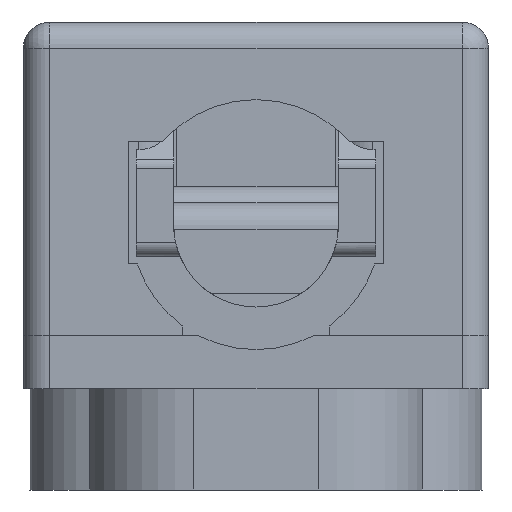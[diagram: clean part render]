
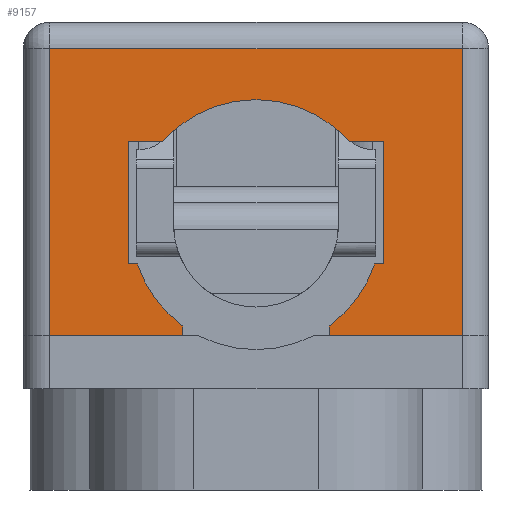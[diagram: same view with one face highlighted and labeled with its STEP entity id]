
A CAD part, left-side view. The second image highlights one B-rep face of the part: STEP entity #9157.
In plain terms, the highlighted planar face has unit normal (-1, 0, 0).
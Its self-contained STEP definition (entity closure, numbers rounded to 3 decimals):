
#6 = VERTEX_POINT ( 'NONE', #6145 ) ;
#349 = EDGE_CURVE ( 'NONE', #5012, #3432, #11458, .T. ) ;
#488 = VERTEX_POINT ( 'NONE', #10267 ) ;
#569 = LINE ( 'NONE', #2434, #1735 ) ;
#632 = EDGE_CURVE ( 'NONE', #3378, #9983, #11063, .T. ) ;
#817 = DIRECTION ( 'NONE',  ( 0., 0., -1. ) ) ;
#822 = ORIENTED_EDGE ( 'NONE', *, *, #5318, .F. ) ;
#924 = CARTESIAN_POINT ( 'NONE',  ( -34., -7.75, 0. ) ) ;
#1023 = DIRECTION ( 'NONE',  ( 0., 0., 1. ) ) ;
#1137 = CARTESIAN_POINT ( 'NONE',  ( -34., 4.8, 7.3 ) ) ;
#1198 = LINE ( 'NONE', #1137, #5295 ) ;
#1272 = VECTOR ( 'NONE', #1413, 1000. ) ;
#1413 = DIRECTION ( 'NONE',  ( 0., 1., 0. ) ) ;
#1478 = EDGE_CURVE ( 'NONE', #3339, #10329, #3721, .T. ) ;
#1597 = DIRECTION ( 'NONE',  ( 0., -1., 0. ) ) ;
#1735 = VECTOR ( 'NONE', #5189, 1000. ) ;
#1770 = VECTOR ( 'NONE', #8309, 1000. ) ;
#1896 = EDGE_CURVE ( 'NONE', #3875, #6401, #9225, .T. ) ;
#1967 = DIRECTION ( 'NONE',  ( 1., 0., 0. ) ) ;
#2028 = DIRECTION ( 'NONE',  ( 0., 0., -1. ) ) ;
#2065 = CARTESIAN_POINT ( 'NONE',  ( -34., -8.75, 0. ) ) ;
#2121 = DIRECTION ( 'NONE',  ( 0., 1., 0. ) ) ;
#2213 = VECTOR ( 'NONE', #4231, 1000. ) ;
#2282 = AXIS2_PLACEMENT_3D ( 'NONE', #7032, #8792, #10491 ) ;
#2324 = AXIS2_PLACEMENT_3D ( 'NONE', #9369, #7662, #3273 ) ;
#2357 = ORIENTED_EDGE ( 'NONE', *, *, #349, .F. ) ;
#2392 = ORIENTED_EDGE ( 'NONE', *, *, #4787, .F. ) ;
#2408 = CARTESIAN_POINT ( 'NONE',  ( -34., 0., 8.88 ) ) ;
#2434 = CARTESIAN_POINT ( 'NONE',  ( -34., 8.75, 10.8 ) ) ;
#2541 = VERTEX_POINT ( 'NONE', #7682 ) ;
#2595 = VERTEX_POINT ( 'NONE', #6747 ) ;
#2648 = LINE ( 'NONE', #11432, #2213 ) ;
#2720 = DIRECTION ( 'NONE',  ( -1., 0., 0. ) ) ;
#3060 = VECTOR ( 'NONE', #5950, 1000. ) ;
#3190 = EDGE_CURVE ( 'NONE', #2595, #4219, #3252, .T. ) ;
#3229 = EDGE_CURVE ( 'NONE', #4862, #3577, #3431, .T. ) ;
#3248 = EDGE_CURVE ( 'NONE', #10329, #4862, #569, .T. ) ;
#3252 = LINE ( 'NONE', #11399, #3060 ) ;
#3273 = DIRECTION ( 'NONE',  ( 0., 0., 1. ) ) ;
#3310 = CARTESIAN_POINT ( 'NONE',  ( -34., 3.515, 7.3 ) ) ;
#3339 = VERTEX_POINT ( 'NONE', #924 ) ;
#3378 = VERTEX_POINT ( 'NONE', #5478 ) ;
#3431 = LINE ( 'NONE', #8637, #8647 ) ;
#3432 = VERTEX_POINT ( 'NONE', #3943 ) ;
#3497 = ORIENTED_EDGE ( 'NONE', *, *, #3543, .F. ) ;
#3531 = EDGE_CURVE ( 'NONE', #11582, #3875, #10897, .T. ) ;
#3543 = EDGE_CURVE ( 'NONE', #4219, #11582, #1198, .T. ) ;
#3577 = VERTEX_POINT ( 'NONE', #9634 ) ;
#3721 = LINE ( 'NONE', #7342, #4523 ) ;
#3749 = CARTESIAN_POINT ( 'NONE',  ( -34., 4.8, 2.7 ) ) ;
#3875 = VERTEX_POINT ( 'NONE', #2408 ) ;
#3943 = CARTESIAN_POINT ( 'NONE',  ( -34., -2.75, 0.369 ) ) ;
#3954 = CARTESIAN_POINT ( 'NONE',  ( -34., -3.515, 7.3 ) ) ;
#4043 = CARTESIAN_POINT ( 'NONE',  ( -34., -8.75, 0. ) ) ;
#4120 = ORIENTED_EDGE ( 'NONE', *, *, #3229, .T. ) ;
#4219 = VERTEX_POINT ( 'NONE', #7132 ) ;
#4220 = CARTESIAN_POINT ( 'NONE',  ( -34., 2.75, 0.369 ) ) ;
#4231 = DIRECTION ( 'NONE',  ( 0., 1., 0. ) ) ;
#4283 = CARTESIAN_POINT ( 'NONE',  ( -34., 7.75, 10.8 ) ) ;
#4474 = CARTESIAN_POINT ( 'NONE',  ( -34., -7.75, 10.8 ) ) ;
#4523 = VECTOR ( 'NONE', #10814, 1000. ) ;
#4699 = EDGE_CURVE ( 'NONE', #3339, #5012, #11138, .T. ) ;
#4703 = DIRECTION ( 'NONE',  ( 0., 0., 1. ) ) ;
#4787 = EDGE_CURVE ( 'NONE', #6, #2595, #6560, .T. ) ;
#4862 = VERTEX_POINT ( 'NONE', #4283 ) ;
#4921 = LINE ( 'NONE', #4043, #1272 ) ;
#5012 = VERTEX_POINT ( 'NONE', #8908 ) ;
#5093 = EDGE_CURVE ( 'NONE', #9983, #488, #8427, .T. ) ;
#5142 = CARTESIAN_POINT ( 'NONE',  ( -34., 4.8, 2.7 ) ) ;
#5166 = ORIENTED_EDGE ( 'NONE', *, *, #9933, .F. ) ;
#5189 = DIRECTION ( 'NONE',  ( 0., 1., 0. ) ) ;
#5254 = ORIENTED_EDGE ( 'NONE', *, *, #5093, .F. ) ;
#5295 = VECTOR ( 'NONE', #8275, 1000. ) ;
#5318 = EDGE_CURVE ( 'NONE', #3432, #6, #10176, .T. ) ;
#5408 = ORIENTED_EDGE ( 'NONE', *, *, #1896, .F. ) ;
#5478 = CARTESIAN_POINT ( 'NONE',  ( -34., 4.461, 2.7 ) ) ;
#5485 = FACE_OUTER_BOUND ( 'NONE', #7452, .T. ) ;
#5632 = EDGE_CURVE ( 'NONE', #10703, #3378, #10272, .T. ) ;
#5764 = CARTESIAN_POINT ( 'NONE',  ( -34., 0., 4.18 ) ) ;
#5767 = ORIENTED_EDGE ( 'NONE', *, *, #9624, .F. ) ;
#5786 = ORIENTED_EDGE ( 'NONE', *, *, #632, .F. ) ;
#5950 = DIRECTION ( 'NONE',  ( 0., 0., 1. ) ) ;
#6133 = EDGE_CURVE ( 'NONE', #2541, #10703, #10647, .T. ) ;
#6145 = CARTESIAN_POINT ( 'NONE',  ( -34., -4.461, 2.7 ) ) ;
#6261 = VECTOR ( 'NONE', #10914, 1000. ) ;
#6401 = VERTEX_POINT ( 'NONE', #3310 ) ;
#6494 = CARTESIAN_POINT ( 'NONE',  ( -34., 2.75, 0. ) ) ;
#6560 = LINE ( 'NONE', #10144, #8294 ) ;
#6747 = CARTESIAN_POINT ( 'NONE',  ( -34., -4.8, 2.7 ) ) ;
#6883 = ORIENTED_EDGE ( 'NONE', *, *, #1478, .T. ) ;
#7002 = CARTESIAN_POINT ( 'NONE',  ( -34., -2.75, 0. ) ) ;
#7032 = CARTESIAN_POINT ( 'NONE',  ( -34., 0., 4.18 ) ) ;
#7111 = CARTESIAN_POINT ( 'NONE',  ( -34., 0., 4.18 ) ) ;
#7132 = CARTESIAN_POINT ( 'NONE',  ( -34., -4.8, 7.3 ) ) ;
#7328 = CARTESIAN_POINT ( 'NONE',  ( -34., 4.8, 2.7 ) ) ;
#7333 = DIRECTION ( 'NONE',  ( -1., 0., 0. ) ) ;
#7342 = CARTESIAN_POINT ( 'NONE',  ( -34., -7.75, 81.316 ) ) ;
#7452 = EDGE_LOOP ( 'NONE', ( #5254, #5786, #9888, #9445, #5767, #5408, #7897, #3497, #8179, #2392, #822, #2357, #11238, #6883, #10430, #4120, #5166 ) ) ;
#7662 = DIRECTION ( 'NONE',  ( -1., 0., 0. ) ) ;
#7682 = CARTESIAN_POINT ( 'NONE',  ( -34., 4.8, 7.3 ) ) ;
#7897 = ORIENTED_EDGE ( 'NONE', *, *, #3531, .F. ) ;
#8179 = ORIENTED_EDGE ( 'NONE', *, *, #3190, .F. ) ;
#8257 = VECTOR ( 'NONE', #10580, 1000. ) ;
#8275 = DIRECTION ( 'NONE',  ( 0., 1., 0. ) ) ;
#8294 = VECTOR ( 'NONE', #1597, 1000. ) ;
#8309 = DIRECTION ( 'NONE',  ( 0., 0., -1. ) ) ;
#8427 = LINE ( 'NONE', #6494, #1770 ) ;
#8498 = VECTOR ( 'NONE', #817, 1000. ) ;
#8637 = CARTESIAN_POINT ( 'NONE',  ( -34., 7.75, 81.316 ) ) ;
#8647 = VECTOR ( 'NONE', #9704, 1000. ) ;
#8792 = DIRECTION ( 'NONE',  ( -1., 0., 0. ) ) ;
#8908 = CARTESIAN_POINT ( 'NONE',  ( -34., -2.75, 0. ) ) ;
#9026 = AXIS2_PLACEMENT_3D ( 'NONE', #7111, #2720, #1023 ) ;
#9055 = PLANE ( 'NONE',  #11364 ) ;
#9157 = ADVANCED_FACE ( 'NONE', ( #5485 ), #9055, .F. ) ;
#9225 = CIRCLE ( 'NONE', #9026, 4.7 ) ;
#9369 = CARTESIAN_POINT ( 'NONE',  ( -34., 0., 4.18 ) ) ;
#9445 = ORIENTED_EDGE ( 'NONE', *, *, #6133, .F. ) ;
#9624 = EDGE_CURVE ( 'NONE', #6401, #2541, #2648, .T. ) ;
#9634 = CARTESIAN_POINT ( 'NONE',  ( -34., 7.75, 0. ) ) ;
#9704 = DIRECTION ( 'NONE',  ( 0., 0., -1. ) ) ;
#9888 = ORIENTED_EDGE ( 'NONE', *, *, #5632, .F. ) ;
#9933 = EDGE_CURVE ( 'NONE', #488, #3577, #4921, .T. ) ;
#9983 = VERTEX_POINT ( 'NONE', #4220 ) ;
#9992 = CARTESIAN_POINT ( 'NONE',  ( -34., 8.75, 81.316 ) ) ;
#10144 = CARTESIAN_POINT ( 'NONE',  ( -34., -2.75, 2.7 ) ) ;
#10176 = CIRCLE ( 'NONE', #2324, 4.7 ) ;
#10267 = CARTESIAN_POINT ( 'NONE',  ( -34., 2.75, 0. ) ) ;
#10272 = LINE ( 'NONE', #7328, #6261 ) ;
#10329 = VERTEX_POINT ( 'NONE', #4474 ) ;
#10340 = AXIS2_PLACEMENT_3D ( 'NONE', #5764, #7333, #4703 ) ;
#10430 = ORIENTED_EDGE ( 'NONE', *, *, #3248, .T. ) ;
#10491 = DIRECTION ( 'NONE',  ( 0., 0., 1. ) ) ;
#10580 = DIRECTION ( 'NONE',  ( 0., 0., 1. ) ) ;
#10647 = LINE ( 'NONE', #5142, #8498 ) ;
#10703 = VERTEX_POINT ( 'NONE', #3749 ) ;
#10730 = VECTOR ( 'NONE', #2121, 1000. ) ;
#10814 = DIRECTION ( 'NONE',  ( 0., 0., 1. ) ) ;
#10897 = CIRCLE ( 'NONE', #10340, 4.7 ) ;
#10914 = DIRECTION ( 'NONE',  ( 0., -1., 0. ) ) ;
#11063 = CIRCLE ( 'NONE', #2282, 4.7 ) ;
#11138 = LINE ( 'NONE', #2065, #10730 ) ;
#11238 = ORIENTED_EDGE ( 'NONE', *, *, #4699, .F. ) ;
#11364 = AXIS2_PLACEMENT_3D ( 'NONE', #9992, #1967, #2028 ) ;
#11399 = CARTESIAN_POINT ( 'NONE',  ( -34., -4.8, 2.7 ) ) ;
#11432 = CARTESIAN_POINT ( 'NONE',  ( -34., 4.8, 7.3 ) ) ;
#11458 = LINE ( 'NONE', #7002, #8257 ) ;
#11582 = VERTEX_POINT ( 'NONE', #3954 ) ;
